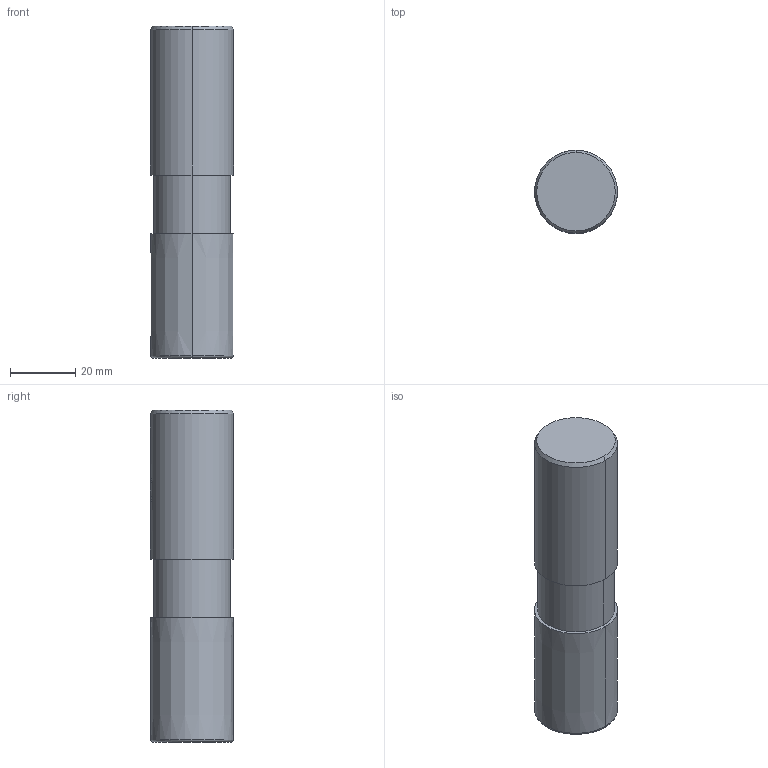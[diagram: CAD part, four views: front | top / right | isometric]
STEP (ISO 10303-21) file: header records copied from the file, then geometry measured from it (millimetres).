
FILE_DESCRIPTION(('no description'),'unknown implementation level');
FILE_NAME('solid24l1EW5OCVCd8cE2HmBWanDvwok_1.STP',' ',('CIMSOURCE GmbH'),('CADClick - KiM GmbH - www.kimweb.de'),'unknown preprocess','ACIS','unknown authorization');
FILE_SCHEMA(('automotive_design'));
Length unit declared in the file: millimetre
Products named in the file (2): NOCUT; CUT
Bounding box: 25.4 x 25.4 x 101.6 mm (x, y, z)
Volume: 50064 mm3; surface area: 10110.7 mm2
Topology: 2 solids, 2 shells, 32 faces, 77 edges, 48 vertices
Faces by surface type: cylinder 12, plane 10, cone 8, torus 2
Entity records: 2186 total; most frequent: CARTESIAN_POINT 539, DIRECTION 163, STYLED_ITEM 155, PRESENTATION_STYLE_ASSIGNMENT 155, COLOUR_RGB 155, ORIENTED_EDGE 146, EDGE_CURVE 73, CURVE_STYLE 73
